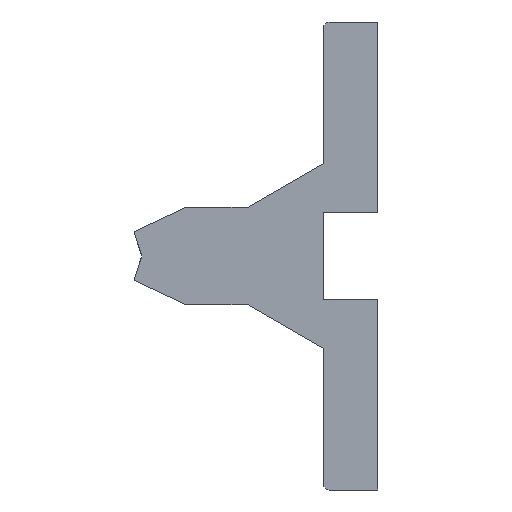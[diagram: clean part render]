
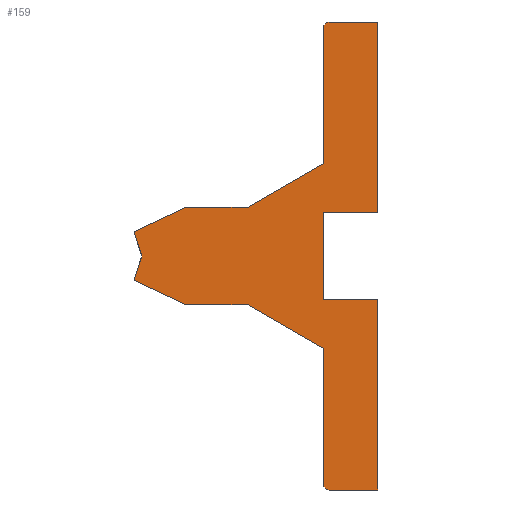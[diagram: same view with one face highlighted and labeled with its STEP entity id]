
A CAD part, left-side view. The second image highlights one B-rep face of the part: STEP entity #159.
In plain terms, the highlighted planar face has unit normal (-1, 0, 0).
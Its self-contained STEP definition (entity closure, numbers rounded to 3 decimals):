
#159 = ADVANCED_FACE( '', ( #369 ), #370, .F. );
#369 = FACE_OUTER_BOUND( '', #579, .T. );
#370 = PLANE( '', #580 );
#579 = EDGE_LOOP( '', ( #1296, #1297, #1298, #1299, #1300, #1301, #1302, #1303, #1304, #1305, #1306, #1307, #1308, #1309, #1310, #1311, #1312, #1313, #1314 ) );
#580 = AXIS2_PLACEMENT_3D( '', #1315, #1316, #1317 );
#1296 = ORIENTED_EDGE( '', *, *, #1558, .F. );
#1297 = ORIENTED_EDGE( '', *, *, #1509, .F. );
#1298 = ORIENTED_EDGE( '', *, *, #1513, .F. );
#1299 = ORIENTED_EDGE( '', *, *, #1516, .F. );
#1300 = ORIENTED_EDGE( '', *, *, #1519, .F. );
#1301 = ORIENTED_EDGE( '', *, *, #1522, .F. );
#1302 = ORIENTED_EDGE( '', *, *, #1525, .F. );
#1303 = ORIENTED_EDGE( '', *, *, #1526, .F. );
#1304 = ORIENTED_EDGE( '', *, *, #1505, .F. );
#1305 = ORIENTED_EDGE( '', *, *, #1529, .F. );
#1306 = ORIENTED_EDGE( '', *, *, #1532, .F. );
#1307 = ORIENTED_EDGE( '', *, *, #1535, .F. );
#1308 = ORIENTED_EDGE( '', *, *, #1538, .F. );
#1309 = ORIENTED_EDGE( '', *, *, #1541, .F. );
#1310 = ORIENTED_EDGE( '', *, *, #1544, .F. );
#1311 = ORIENTED_EDGE( '', *, *, #1547, .F. );
#1312 = ORIENTED_EDGE( '', *, *, #1550, .F. );
#1313 = ORIENTED_EDGE( '', *, *, #1553, .F. );
#1314 = ORIENTED_EDGE( '', *, *, #1556, .F. );
#1315 = CARTESIAN_POINT( '', ( 0., 0., 0. ) );
#1316 = DIRECTION( '', ( 1., 0., 0. ) );
#1317 = DIRECTION( '', ( 0., 0., -1. ) );
#1505 = EDGE_CURVE( '', #1860, #1862, #1863, .T. );
#1509 = EDGE_CURVE( '', #1868, #1870, #1871, .T. );
#1513 = EDGE_CURVE( '', #1875, #1868, #1877, .T. );
#1516 = EDGE_CURVE( '', #1880, #1875, #1882, .T. );
#1519 = EDGE_CURVE( '', #1885, #1880, #1887, .T. );
#1522 = EDGE_CURVE( '', #1890, #1885, #1892, .T. );
#1525 = EDGE_CURVE( '', #1894, #1890, #1896, .T. );
#1526 = EDGE_CURVE( '', #1862, #1894, #1897, .T. );
#1529 = EDGE_CURVE( '', #1900, #1860, #1902, .T. );
#1532 = EDGE_CURVE( '', #1905, #1900, #1907, .T. );
#1535 = EDGE_CURVE( '', #1910, #1905, #1912, .T. );
#1538 = EDGE_CURVE( '', #1915, #1910, #1917, .T. );
#1541 = EDGE_CURVE( '', #1920, #1915, #1922, .T. );
#1544 = EDGE_CURVE( '', #1925, #1920, #1927, .T. );
#1547 = EDGE_CURVE( '', #1930, #1925, #1932, .T. );
#1550 = EDGE_CURVE( '', #1935, #1930, #1937, .T. );
#1553 = EDGE_CURVE( '', #1940, #1935, #1942, .T. );
#1556 = EDGE_CURVE( '', #1945, #1940, #1947, .T. );
#1558 = EDGE_CURVE( '', #1870, #1945, #1949, .T. );
#1860 = VERTEX_POINT( '', #2325 );
#1862 = VERTEX_POINT( '', #2328 );
#1863 = LINE( '', #2329, #2330 );
#1868 = VERTEX_POINT( '', #2337 );
#1870 = VERTEX_POINT( '', #2340 );
#1871 = LINE( '', #2341, #2342 );
#1875 = VERTEX_POINT( '', #2347 );
#1877 = CIRCLE( '', #2350, 0.5 );
#1880 = VERTEX_POINT( '', #2354 );
#1882 = LINE( '', #2357, #2358 );
#1885 = VERTEX_POINT( '', #2362 );
#1887 = LINE( '', #2365, #2366 );
#1890 = VERTEX_POINT( '', #2370 );
#1892 = LINE( '', #2373, #2374 );
#1894 = VERTEX_POINT( '', #2377 );
#1896 = LINE( '', #2380, #2381 );
#1897 = LINE( '', #2382, #2383 );
#1900 = VERTEX_POINT( '', #2387 );
#1902 = LINE( '', #2390, #2391 );
#1905 = VERTEX_POINT( '', #2395 );
#1907 = LINE( '', #2398, #2399 );
#1910 = VERTEX_POINT( '', #2403 );
#1912 = LINE( '', #2406, #2407 );
#1915 = VERTEX_POINT( '', #2411 );
#1917 = LINE( '', #2414, #2415 );
#1920 = VERTEX_POINT( '', #2418 );
#1922 = CIRCLE( '', #2421, 0.5 );
#1925 = VERTEX_POINT( '', #2425 );
#1927 = LINE( '', #2428, #2429 );
#1930 = VERTEX_POINT( '', #2433 );
#1932 = LINE( '', #2436, #2437 );
#1935 = VERTEX_POINT( '', #2441 );
#1937 = LINE( '', #2444, #2445 );
#1940 = VERTEX_POINT( '', #2449 );
#1942 = LINE( '', #2452, #2453 );
#1945 = VERTEX_POINT( '', #2457 );
#1947 = LINE( '', #2460, #2461 );
#1949 = LINE( '', #2464, #2465 );
#2325 = CARTESIAN_POINT( '', ( 0., 22.418, -2.25 ) );
#2328 = CARTESIAN_POINT( '', ( 0., 21.709, 0. ) );
#2329 = CARTESIAN_POINT( '', ( 0., 22.418, -2.25 ) );
#2330 = VECTOR( '', #2877, 1. );
#2337 = CARTESIAN_POINT( '', ( 0., 4.5, 21.5 ) );
#2340 = CARTESIAN_POINT( '', ( 0., 0., 21.5 ) );
#2341 = CARTESIAN_POINT( '', ( 0., 4.5, 21.5 ) );
#2342 = VECTOR( '', #2881, 1. );
#2347 = CARTESIAN_POINT( '', ( 0., 5., 21. ) );
#2350 = AXIS2_PLACEMENT_3D( '', #2887, #2888, #2889 );
#2354 = CARTESIAN_POINT( '', ( 0., 5., 8.5 ) );
#2357 = CARTESIAN_POINT( '', ( 0., 5., 8.5 ) );
#2358 = VECTOR( '', #2892, 1. );
#2362 = CARTESIAN_POINT( '', ( 0., 11.928, 4.5 ) );
#2365 = CARTESIAN_POINT( '', ( 0., 11.928, 4.5 ) );
#2366 = VECTOR( '', #2895, 1. );
#2370 = CARTESIAN_POINT( '', ( 0., 17.593, 4.5 ) );
#2373 = CARTESIAN_POINT( '', ( 0., 17.593, 4.5 ) );
#2374 = VECTOR( '', #2898, 1. );
#2377 = CARTESIAN_POINT( '', ( 0., 22.418, 2.25 ) );
#2380 = CARTESIAN_POINT( '', ( 0., 22.418, 2.25 ) );
#2381 = VECTOR( '', #2901, 1. );
#2382 = CARTESIAN_POINT( '', ( 0., 21.709, 0. ) );
#2383 = VECTOR( '', #2902, 1. );
#2387 = CARTESIAN_POINT( '', ( 0., 17.593, -4.5 ) );
#2390 = CARTESIAN_POINT( '', ( 0., 17.593, -4.5 ) );
#2391 = VECTOR( '', #2905, 1. );
#2395 = CARTESIAN_POINT( '', ( 0., 11.928, -4.5 ) );
#2398 = CARTESIAN_POINT( '', ( 0., 11.928, -4.5 ) );
#2399 = VECTOR( '', #2908, 1. );
#2403 = CARTESIAN_POINT( '', ( 0., 5., -8.5 ) );
#2406 = CARTESIAN_POINT( '', ( 0., 5., -8.5 ) );
#2407 = VECTOR( '', #2911, 1. );
#2411 = CARTESIAN_POINT( '', ( 0., 5., -21. ) );
#2414 = CARTESIAN_POINT( '', ( 0., 5., -21. ) );
#2415 = VECTOR( '', #2914, 1. );
#2418 = CARTESIAN_POINT( '', ( 0., 4.5, -21.5 ) );
#2421 = AXIS2_PLACEMENT_3D( '', #2919, #2920, #2921 );
#2425 = CARTESIAN_POINT( '', ( 0., 0., -21.5 ) );
#2428 = CARTESIAN_POINT( '', ( 0., 0., -21.5 ) );
#2429 = VECTOR( '', #2924, 1. );
#2433 = CARTESIAN_POINT( '', ( 0., 0., -4. ) );
#2436 = CARTESIAN_POINT( '', ( 0., 0., -4. ) );
#2437 = VECTOR( '', #2927, 1. );
#2441 = CARTESIAN_POINT( '', ( 0., 5., -4. ) );
#2444 = CARTESIAN_POINT( '', ( 0., 5., -4. ) );
#2445 = VECTOR( '', #2930, 1. );
#2449 = CARTESIAN_POINT( '', ( 0., 5., 4. ) );
#2452 = CARTESIAN_POINT( '', ( 0., 5., 4. ) );
#2453 = VECTOR( '', #2933, 1. );
#2457 = CARTESIAN_POINT( '', ( 0., 0., 4. ) );
#2460 = CARTESIAN_POINT( '', ( 0., 0., 4. ) );
#2461 = VECTOR( '', #2936, 1. );
#2464 = CARTESIAN_POINT( '', ( 0., 0., 21.5 ) );
#2465 = VECTOR( '', #2938, 1. );
#2877 = DIRECTION( '', ( 0., -0.301, 0.954 ) );
#2881 = DIRECTION( '', ( 0., -1., 0. ) );
#2887 = CARTESIAN_POINT( '', ( 0., 4.5, 21. ) );
#2888 = DIRECTION( '', ( 1., 0., 0. ) );
#2889 = DIRECTION( '', ( 0., 1., 0. ) );
#2892 = DIRECTION( '', ( 0., 0., 1. ) );
#2895 = DIRECTION( '', ( 0., -0.866, 0.5 ) );
#2898 = DIRECTION( '', ( 0., -1., 0. ) );
#2901 = DIRECTION( '', ( 0., -0.906, 0.423 ) );
#2902 = DIRECTION( '', ( 0., 0.301, 0.954 ) );
#2905 = DIRECTION( '', ( 0., 0.906, 0.423 ) );
#2908 = DIRECTION( '', ( 0., 1., 0. ) );
#2911 = DIRECTION( '', ( 0., 0.866, 0.5 ) );
#2914 = DIRECTION( '', ( 0., 0., 1. ) );
#2919 = CARTESIAN_POINT( '', ( 0., 4.5, -21. ) );
#2920 = DIRECTION( '', ( 1., 0., 0. ) );
#2921 = DIRECTION( '', ( 0., 0., -1. ) );
#2924 = DIRECTION( '', ( 0., 1., 0. ) );
#2927 = DIRECTION( '', ( 0., 0., -1. ) );
#2930 = DIRECTION( '', ( 0., -1., 0. ) );
#2933 = DIRECTION( '', ( 0., 0., -1. ) );
#2936 = DIRECTION( '', ( 0., 1., 0. ) );
#2938 = DIRECTION( '', ( 0., 0., -1. ) );
